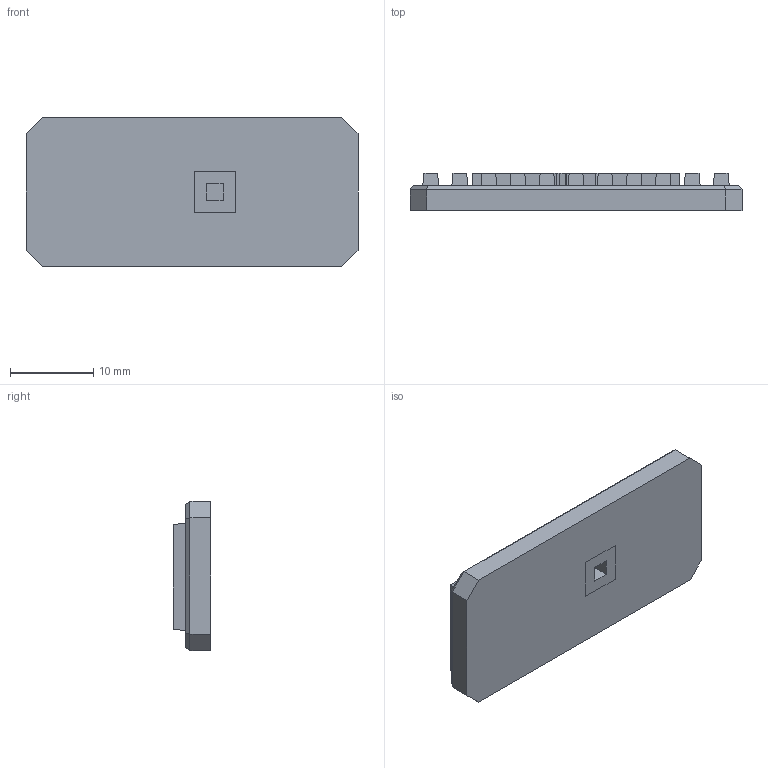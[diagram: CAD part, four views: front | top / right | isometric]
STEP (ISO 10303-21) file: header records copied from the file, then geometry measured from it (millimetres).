
FILE_DESCRIPTION(/* description */ (''),/* implementation_level */ '2;1');
FILE_NAME(/* name */ 'Power Switch Plug.step',/* time_stamp */ '2024-06-09T13:41:45-07:00',/* author */ (''),/* organization */ (''),/* preprocessor_version */ 'ST-DEVELOPER v20',/* originating_system */ 'Autodesk Translation Framework v13.14.0.145',/* authorisation */ '');
FILE_SCHEMA (('AUTOMOTIVE_DESIGN { 1 0 10303 214 3 1 1 }'));
Length unit declared in the file: millimetre
Products named in the file (3): MidBody Electronics; PowerSwitch Cover; Power Switch Plug
Assembly tree (2 placements, depth 2):
  MidBody Electronics
    PowerSwitch Cover
    Power Switch Plug
Bounding box: 40 x 4.5 x 18 mm (x, y, z)
Volume: 2270.2 mm3; surface area: 2906 mm2
Topology: 2 solids, 2 shells, 359 faces, 961 edges, 638 vertices
Faces by surface type: plane 245, bspline 114
Entity records: 14391 total; most frequent: CARTESIAN_POINT 6105, ORIENTED_EDGE 1922, DIRECTION 1233, EDGE_CURVE 961, LINE 733, VECTOR 733, VERTEX_POINT 638, EDGE_LOOP 393
